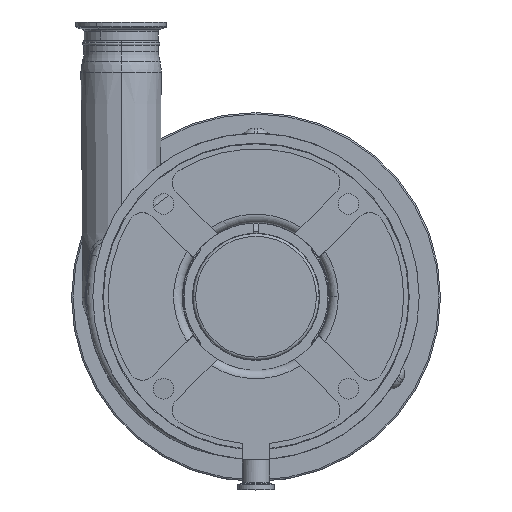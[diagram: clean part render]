
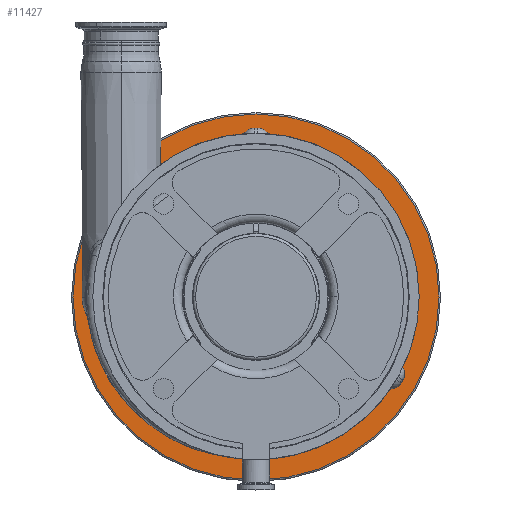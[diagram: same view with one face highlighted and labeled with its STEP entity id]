
A CAD part, top view. The second image highlights one B-rep face of the part: STEP entity #11427.
In plain terms, the highlighted planar face has unit normal (0, 0, 1).
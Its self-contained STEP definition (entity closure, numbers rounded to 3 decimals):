
#501 = CARTESIAN_POINT ( 'NONE',  ( 0., 0., -58.5 ) ) ;
#872 = EDGE_CURVE ( 'NONE', #18174, #12264, #2687, .T. ) ;
#1056 = CIRCLE ( 'NONE', #11294, 97. ) ;
#1256 = CARTESIAN_POINT ( 'NONE',  ( -94.397, -54.5, -58.5 ) ) ;
#1345 = EDGE_LOOP ( 'NONE', ( #12103, #1851 ) ) ;
#1394 = EDGE_CURVE ( 'NONE', #17034, #10403, #18947, .T. ) ;
#1506 = DIRECTION ( 'NONE',  ( 0., 0., -1. ) ) ;
#1593 = FACE_BOUND ( 'NONE', #8398, .T. ) ;
#1640 = AXIS2_PLACEMENT_3D ( 'NONE', #7794, #6278, #15707 ) ;
#1816 = CARTESIAN_POINT ( 'NONE',  ( 84.397, -54.5, -58.5 ) ) ;
#1851 = ORIENTED_EDGE ( 'NONE', *, *, #5687, .T. ) ;
#2019 = DIRECTION ( 'NONE',  ( -1., 0., 0. ) ) ;
#2056 = DIRECTION ( 'NONE',  ( -1., 0., 0. ) ) ;
#2126 = ORIENTED_EDGE ( 'NONE', *, *, #7177, .T. ) ;
#2549 = ORIENTED_EDGE ( 'NONE', *, *, #8457, .T. ) ;
#2687 = CIRCLE ( 'NONE', #13896, 129. ) ;
#2835 = VERTEX_POINT ( 'NONE', #10661 ) ;
#2935 = CIRCLE ( 'NONE', #16718, 10. ) ;
#3120 = ORIENTED_EDGE ( 'NONE', *, *, #872, .T. ) ;
#3166 = DIRECTION ( 'NONE',  ( 0., 0., -1. ) ) ;
#3216 = ORIENTED_EDGE ( 'NONE', *, *, #18606, .T. ) ;
#3470 = CARTESIAN_POINT ( 'NONE',  ( -97., 0., -58.5 ) ) ;
#3560 = CARTESIAN_POINT ( 'NONE',  ( 94.397, -54.5, -58.5 ) ) ;
#3947 = EDGE_LOOP ( 'NONE', ( #8163, #17469 ) ) ;
#4067 = EDGE_CURVE ( 'NONE', #12264, #18174, #12830, .T. ) ;
#4207 = CIRCLE ( 'NONE', #1640, 97. ) ;
#4572 = CARTESIAN_POINT ( 'NONE',  ( 0., 0., -58.5 ) ) ;
#4621 = CARTESIAN_POINT ( 'NONE',  ( -104.397, -54.5, -58.5 ) ) ;
#4929 = CIRCLE ( 'NONE', #14564, 10. ) ;
#5244 = CIRCLE ( 'NONE', #19016, 10. ) ;
#5687 = EDGE_CURVE ( 'NONE', #10403, #17034, #10339, .T. ) ;
#5822 = PLANE ( 'NONE',  #7211 ) ;
#5856 = VERTEX_POINT ( 'NONE', #10804 ) ;
#5903 = CARTESIAN_POINT ( 'NONE',  ( 0., 109., -58.5 ) ) ;
#6278 = DIRECTION ( 'NONE',  ( 0., 0., -1. ) ) ;
#7177 = EDGE_CURVE ( 'NONE', #11812, #16145, #4207, .T. ) ;
#7211 = AXIS2_PLACEMENT_3D ( 'NONE', #18157, #1506, #8943 ) ;
#7466 = AXIS2_PLACEMENT_3D ( 'NONE', #18565, #16970, #12551 ) ;
#7794 = CARTESIAN_POINT ( 'NONE',  ( 0., 0., -58.5 ) ) ;
#8163 = ORIENTED_EDGE ( 'NONE', *, *, #9872, .T. ) ;
#8398 = EDGE_LOOP ( 'NONE', ( #2549, #2126 ) ) ;
#8457 = EDGE_CURVE ( 'NONE', #16145, #11812, #1056, .T. ) ;
#8943 = DIRECTION ( 'NONE',  ( -1., 0., 0. ) ) ;
#9279 = DIRECTION ( 'NONE',  ( -1., 0., 0. ) ) ;
#9503 = DIRECTION ( 'NONE',  ( 1., 0., 0. ) ) ;
#9699 = VERTEX_POINT ( 'NONE', #1816 ) ;
#9737 = DIRECTION ( 'NONE',  ( -1., 0., 0. ) ) ;
#9872 = EDGE_CURVE ( 'NONE', #13404, #5856, #5244, .T. ) ;
#10339 = CIRCLE ( 'NONE', #7466, 10. ) ;
#10403 = VERTEX_POINT ( 'NONE', #4621 ) ;
#10661 = CARTESIAN_POINT ( 'NONE',  ( 104.397, -54.5, -58.5 ) ) ;
#10756 = ORIENTED_EDGE ( 'NONE', *, *, #11946, .T. ) ;
#10804 = CARTESIAN_POINT ( 'NONE',  ( -10., 109., -58.5 ) ) ;
#11127 = CARTESIAN_POINT ( 'NONE',  ( 94.397, -54.5, -58.5 ) ) ;
#11234 = DIRECTION ( 'NONE',  ( 0., 0., -1. ) ) ;
#11235 = EDGE_CURVE ( 'NONE', #5856, #13404, #4929, .T. ) ;
#11294 = AXIS2_PLACEMENT_3D ( 'NONE', #501, #11234, #2019 ) ;
#11384 = DIRECTION ( 'NONE',  ( 0., 0., -1. ) ) ;
#11427 = ADVANCED_FACE ( 'NONE', ( #16757, #18245, #15348, #1593, #13828 ), #5822, .F. ) ;
#11567 = EDGE_LOOP ( 'NONE', ( #3216, #10756 ) ) ;
#11812 = VERTEX_POINT ( 'NONE', #3470 ) ;
#11946 = EDGE_CURVE ( 'NONE', #9699, #2835, #2935, .T. ) ;
#12103 = ORIENTED_EDGE ( 'NONE', *, *, #1394, .T. ) ;
#12264 = VERTEX_POINT ( 'NONE', #16788 ) ;
#12301 = CARTESIAN_POINT ( 'NONE',  ( 0., 0., -58.5 ) ) ;
#12495 = DIRECTION ( 'NONE',  ( 0., 0., 1. ) ) ;
#12551 = DIRECTION ( 'NONE',  ( -1., 0., 0. ) ) ;
#12580 = CARTESIAN_POINT ( 'NONE',  ( 10., 109., -58.5 ) ) ;
#12657 = DIRECTION ( 'NONE',  ( -1., 0., 0. ) ) ;
#12830 = CIRCLE ( 'NONE', #13476, 129. ) ;
#12858 = AXIS2_PLACEMENT_3D ( 'NONE', #1256, #3166, #9279 ) ;
#13404 = VERTEX_POINT ( 'NONE', #12580 ) ;
#13425 = CARTESIAN_POINT ( 'NONE',  ( -84.397, -54.5, -58.5 ) ) ;
#13476 = AXIS2_PLACEMENT_3D ( 'NONE', #12301, #12495, #9503 ) ;
#13699 = DIRECTION ( 'NONE',  ( 0., 0., 1. ) ) ;
#13828 = FACE_OUTER_BOUND ( 'NONE', #14298, .T. ) ;
#13896 = AXIS2_PLACEMENT_3D ( 'NONE', #4572, #13699, #18306 ) ;
#14142 = DIRECTION ( 'NONE',  ( 0., 0., -1. ) ) ;
#14298 = EDGE_LOOP ( 'NONE', ( #3120, #19339 ) ) ;
#14564 = AXIS2_PLACEMENT_3D ( 'NONE', #15777, #14142, #12657 ) ;
#14646 = AXIS2_PLACEMENT_3D ( 'NONE', #11127, #18760, #9737 ) ;
#15348 = FACE_BOUND ( 'NONE', #11567, .T. ) ;
#15707 = DIRECTION ( 'NONE',  ( -1., 0., 0. ) ) ;
#15777 = CARTESIAN_POINT ( 'NONE',  ( 0., 109., -58.5 ) ) ;
#16145 = VERTEX_POINT ( 'NONE', #17064 ) ;
#16718 = AXIS2_PLACEMENT_3D ( 'NONE', #3560, #11384, #2056 ) ;
#16757 = FACE_BOUND ( 'NONE', #3947, .T. ) ;
#16788 = CARTESIAN_POINT ( 'NONE',  ( -129., 0., -58.5 ) ) ;
#16970 = DIRECTION ( 'NONE',  ( 0., 0., -1. ) ) ;
#17034 = VERTEX_POINT ( 'NONE', #13425 ) ;
#17064 = CARTESIAN_POINT ( 'NONE',  ( 97., 0., -58.5 ) ) ;
#17223 = CIRCLE ( 'NONE', #14646, 10. ) ;
#17469 = ORIENTED_EDGE ( 'NONE', *, *, #11235, .T. ) ;
#18157 = CARTESIAN_POINT ( 'NONE',  ( 0., 64.295, -58.5 ) ) ;
#18174 = VERTEX_POINT ( 'NONE', #19174 ) ;
#18245 = FACE_BOUND ( 'NONE', #1345, .T. ) ;
#18306 = DIRECTION ( 'NONE',  ( 1., 0., 0. ) ) ;
#18565 = CARTESIAN_POINT ( 'NONE',  ( -94.397, -54.5, -58.5 ) ) ;
#18606 = EDGE_CURVE ( 'NONE', #2835, #9699, #17223, .T. ) ;
#18760 = DIRECTION ( 'NONE',  ( 0., 0., -1. ) ) ;
#18947 = CIRCLE ( 'NONE', #12858, 10. ) ;
#19016 = AXIS2_PLACEMENT_3D ( 'NONE', #5903, #19347, #19735 ) ;
#19174 = CARTESIAN_POINT ( 'NONE',  ( 129., 0., -58.5 ) ) ;
#19339 = ORIENTED_EDGE ( 'NONE', *, *, #4067, .T. ) ;
#19347 = DIRECTION ( 'NONE',  ( 0., 0., -1. ) ) ;
#19735 = DIRECTION ( 'NONE',  ( -1., 0., 0. ) ) ;
